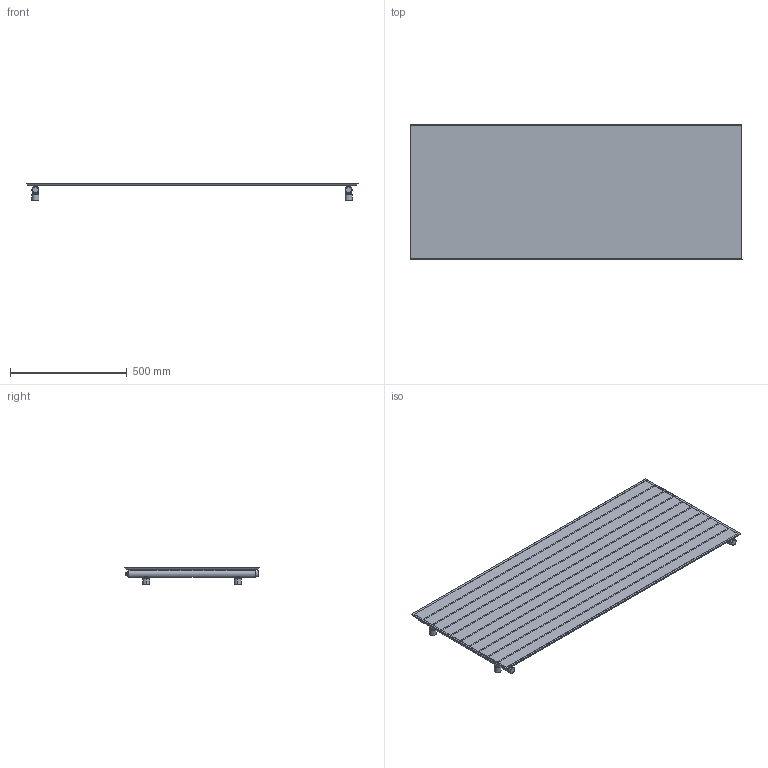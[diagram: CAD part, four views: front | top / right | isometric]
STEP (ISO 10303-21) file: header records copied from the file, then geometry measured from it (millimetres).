
FILE_DESCRIPTION((''),'2;1');
FILE_NAME('3601550000661_3D_SITO_ASM','2022-06-20T17:34:47',('pc104'),(''),'CREO PARAMETRIC BY PTC INC, 2022014','CREO PARAMETRIC BY PTC INC, 2022014','');
FILE_SCHEMA(('AUTOMOTIVE_DESIGN { 1 0 10303 214 1 1 1 1 }'));
Length unit declared in the file: millimetre
Products named in the file (3): 3601550000661_3D_SITO; 1041001240013; 3601550000661_3D_SITO_ASM
Assembly tree (2 placements, depth 2):
  3601550000661_3D_SITO_ASM
    3601550000661_3D_SITO
    1041001240013
Bounding box: 1421.82 x 575.82 x 75.5 mm (x, y, z)
Volume: 9328448.5 mm3; surface area: 2085895.4 mm2
Topology: 2 solids, 3 shells, 438 faces, 1041 edges, 612 vertices
Faces by surface type: cylinder 198, plane 110, bspline 58, torus 56, cone 12, sphere 4
Entity records: 25702 total; most frequent: CARTESIAN_POINT 9019, DIRECTION 2375, ORIENTED_EDGE 2082, PRESENTATION_STYLE_ASSIGNMENT 1182, STYLED_ITEM 1113, CURVE_STYLE 1111, EDGE_CURVE 1041, AXIS2_PLACEMENT_3D 935
